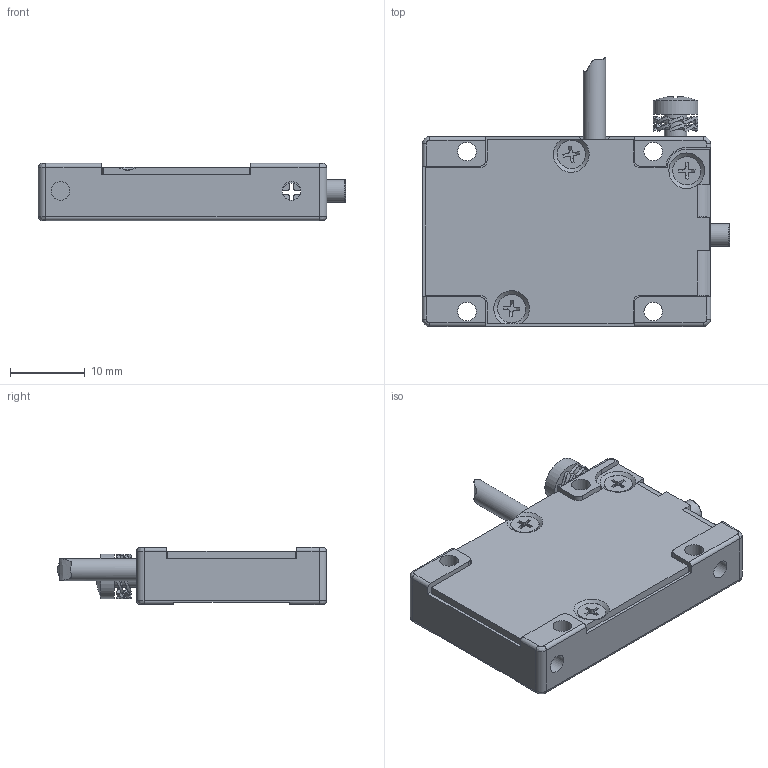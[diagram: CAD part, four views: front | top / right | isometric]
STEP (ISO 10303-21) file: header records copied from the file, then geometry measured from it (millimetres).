
FILE_DESCRIPTION (( 'STEP AP203' ), '1' );
FILE_NAME ('HR1_motor225114297.STEP', '2015-10-29T09:21:30', ( '' ), ( '' ), 'SwSTEP 2.0', 'SolidWorks 2014', '' );
FILE_SCHEMA (( 'CONFIG_CONTROL_DESIGN' ));
Length unit declared in the file: millimetre
Products named in the file (2): HR1_motor225114297
Bounding box: 41.26 x 36.12 x 7.7 mm (x, y, z)
Surface area: 4933.7 mm2 (no closed solid volume)
Topology: 0 solids, 11 shells, 298 faces, 967 edges, 634 vertices
Faces by surface type: plane 137, bspline 79, cylinder 77, cone 5
Full cylindrical faces by diameter (mm): 2.5 x6, 3 x2, 3.05 x1, 3.8 x3, 6 x1
Entity records: 13595 total; most frequent: CARTESIAN_POINT 5809, ORIENTED_EDGE 1717, DIRECTION 1265, EDGE_CURVE 943, VERTEX_POINT 629, VECTOR 447, LINE 447, AXIS2_PLACEMENT_3D 409
